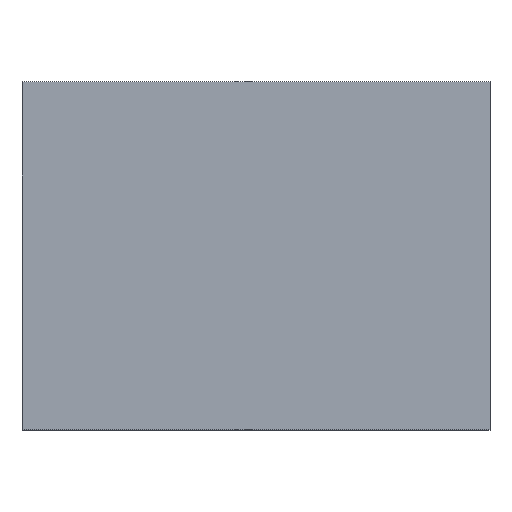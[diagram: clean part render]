
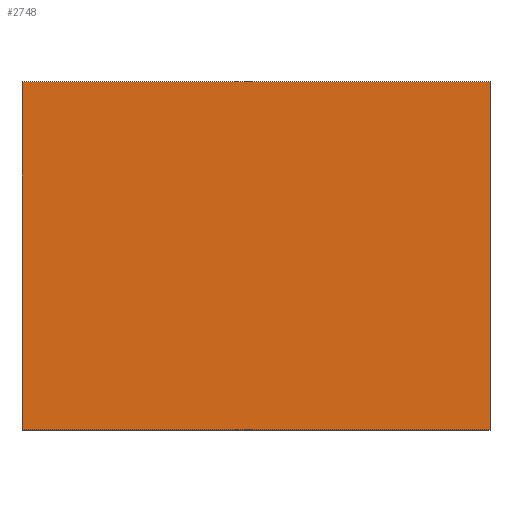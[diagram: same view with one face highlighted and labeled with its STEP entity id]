
A CAD part, top view. The second image highlights one B-rep face of the part: STEP entity #2748.
In plain terms, the highlighted planar face has unit normal (0, 0, 1).
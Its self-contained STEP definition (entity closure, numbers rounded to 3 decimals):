
#199 = PLANE('',#200);
#200 = AXIS2_PLACEMENT_3D('',#201,#202,#203);
#201 = CARTESIAN_POINT('',(0.,0.,0.));
#202 = DIRECTION('',(0.,1.,0.));
#203 = DIRECTION('',(1.,0.,0.));
#227 = PLANE('',#228);
#228 = AXIS2_PLACEMENT_3D('',#229,#230,#231);
#229 = CARTESIAN_POINT('',(0.,-15.9,0.));
#230 = DIRECTION('',(-1.,0.,0.));
#231 = DIRECTION('',(0.,1.,0.));
#255 = PLANE('',#256);
#256 = AXIS2_PLACEMENT_3D('',#257,#258,#259);
#257 = CARTESIAN_POINT('',(21.4,-15.9,0.));
#258 = DIRECTION('',(0.,-1.,0.));
#259 = DIRECTION('',(-1.,0.,0.));
#390 = PLANE('',#391);
#391 = AXIS2_PLACEMENT_3D('',#392,#393,#394);
#392 = CARTESIAN_POINT('',(21.4,0.,0.));
#393 = DIRECTION('',(1.,0.,0.));
#394 = DIRECTION('',(0.,-1.,0.));
#973 = VERTEX_POINT('',#974);
#974 = CARTESIAN_POINT('',(0.,0.,13.6));
#995 = EDGE_CURVE('',#973,#996,#998,.T.);
#996 = VERTEX_POINT('',#997);
#997 = CARTESIAN_POINT('',(21.4,0.,13.6));
#998 = SURFACE_CURVE('',#999,(#1003,#1010),.PCURVE_S1.);
#999 = LINE('',#1000,#1001);
#1000 = CARTESIAN_POINT('',(0.,0.,13.6));
#1001 = VECTOR('',#1002,1.);
#1002 = DIRECTION('',(1.,0.,0.));
#1003 = PCURVE('',#199,#1004);
#1004 = DEFINITIONAL_REPRESENTATION('',(#1005),#1009);
#1005 = LINE('',#1006,#1007);
#1006 = CARTESIAN_POINT('',(0.,-13.6));
#1007 = VECTOR('',#1008,1.);
#1008 = DIRECTION('',(1.,0.));
#1009 = ( GEOMETRIC_REPRESENTATION_CONTEXT(2) 
PARAMETRIC_REPRESENTATION_CONTEXT() REPRESENTATION_CONTEXT('2D SPACE',''
  ) );
#1010 = PCURVE('',#1011,#1016);
#1011 = PLANE('',#1012);
#1012 = AXIS2_PLACEMENT_3D('',#1013,#1014,#1015);
#1013 = CARTESIAN_POINT('',(0.,0.,13.6));
#1014 = DIRECTION('',(0.,0.,1.));
#1015 = DIRECTION('',(1.,0.,0.));
#1016 = DEFINITIONAL_REPRESENTATION('',(#1017),#1021);
#1017 = LINE('',#1018,#1019);
#1018 = CARTESIAN_POINT('',(0.,0.));
#1019 = VECTOR('',#1020,1.);
#1020 = DIRECTION('',(1.,0.));
#1021 = ( GEOMETRIC_REPRESENTATION_CONTEXT(2) 
PARAMETRIC_REPRESENTATION_CONTEXT() REPRESENTATION_CONTEXT('2D SPACE',''
  ) );
#1076 = VERTEX_POINT('',#1077);
#1077 = CARTESIAN_POINT('',(0.,-15.9,13.6));
#1098 = EDGE_CURVE('',#1076,#973,#1099,.T.);
#1099 = SURFACE_CURVE('',#1100,(#1104,#1111),.PCURVE_S1.);
#1100 = LINE('',#1101,#1102);
#1101 = CARTESIAN_POINT('',(0.,-15.9,13.6));
#1102 = VECTOR('',#1103,1.);
#1103 = DIRECTION('',(0.,1.,0.));
#1104 = PCURVE('',#227,#1105);
#1105 = DEFINITIONAL_REPRESENTATION('',(#1106),#1110);
#1106 = LINE('',#1107,#1108);
#1107 = CARTESIAN_POINT('',(0.,-13.6));
#1108 = VECTOR('',#1109,1.);
#1109 = DIRECTION('',(1.,0.));
#1110 = ( GEOMETRIC_REPRESENTATION_CONTEXT(2) 
PARAMETRIC_REPRESENTATION_CONTEXT() REPRESENTATION_CONTEXT('2D SPACE',''
  ) );
#1111 = PCURVE('',#1011,#1112);
#1112 = DEFINITIONAL_REPRESENTATION('',(#1113),#1117);
#1113 = LINE('',#1114,#1115);
#1114 = CARTESIAN_POINT('',(0.,-15.9));
#1115 = VECTOR('',#1116,1.);
#1116 = DIRECTION('',(0.,1.));
#1117 = ( GEOMETRIC_REPRESENTATION_CONTEXT(2) 
PARAMETRIC_REPRESENTATION_CONTEXT() REPRESENTATION_CONTEXT('2D SPACE',''
  ) );
#1201 = VERTEX_POINT('',#1202);
#1202 = CARTESIAN_POINT('',(21.4,-15.9,13.6));
#1223 = EDGE_CURVE('',#1201,#1076,#1224,.T.);
#1224 = SURFACE_CURVE('',#1225,(#1229,#1236),.PCURVE_S1.);
#1225 = LINE('',#1226,#1227);
#1226 = CARTESIAN_POINT('',(21.4,-15.9,13.6));
#1227 = VECTOR('',#1228,1.);
#1228 = DIRECTION('',(-1.,0.,0.));
#1229 = PCURVE('',#255,#1230);
#1230 = DEFINITIONAL_REPRESENTATION('',(#1231),#1235);
#1231 = LINE('',#1232,#1233);
#1232 = CARTESIAN_POINT('',(0.,-13.6));
#1233 = VECTOR('',#1234,1.);
#1234 = DIRECTION('',(1.,0.));
#1235 = ( GEOMETRIC_REPRESENTATION_CONTEXT(2) 
PARAMETRIC_REPRESENTATION_CONTEXT() REPRESENTATION_CONTEXT('2D SPACE',''
  ) );
#1236 = PCURVE('',#1011,#1237);
#1237 = DEFINITIONAL_REPRESENTATION('',(#1238),#1242);
#1238 = LINE('',#1239,#1240);
#1239 = CARTESIAN_POINT('',(21.4,-15.9));
#1240 = VECTOR('',#1241,1.);
#1241 = DIRECTION('',(-1.,0.));
#1242 = ( GEOMETRIC_REPRESENTATION_CONTEXT(2) 
PARAMETRIC_REPRESENTATION_CONTEXT() REPRESENTATION_CONTEXT('2D SPACE',''
  ) );
#1673 = EDGE_CURVE('',#996,#1201,#1674,.T.);
#1674 = SURFACE_CURVE('',#1675,(#1679,#1686),.PCURVE_S1.);
#1675 = LINE('',#1676,#1677);
#1676 = CARTESIAN_POINT('',(21.4,0.,13.6));
#1677 = VECTOR('',#1678,1.);
#1678 = DIRECTION('',(0.,-1.,0.));
#1679 = PCURVE('',#390,#1680);
#1680 = DEFINITIONAL_REPRESENTATION('',(#1681),#1685);
#1681 = LINE('',#1682,#1683);
#1682 = CARTESIAN_POINT('',(0.,-13.6));
#1683 = VECTOR('',#1684,1.);
#1684 = DIRECTION('',(1.,0.));
#1685 = ( GEOMETRIC_REPRESENTATION_CONTEXT(2) 
PARAMETRIC_REPRESENTATION_CONTEXT() REPRESENTATION_CONTEXT('2D SPACE',''
  ) );
#1686 = PCURVE('',#1011,#1687);
#1687 = DEFINITIONAL_REPRESENTATION('',(#1688),#1692);
#1688 = LINE('',#1689,#1690);
#1689 = CARTESIAN_POINT('',(21.4,0.));
#1690 = VECTOR('',#1691,1.);
#1691 = DIRECTION('',(0.,-1.));
#1692 = ( GEOMETRIC_REPRESENTATION_CONTEXT(2) 
PARAMETRIC_REPRESENTATION_CONTEXT() REPRESENTATION_CONTEXT('2D SPACE',''
  ) );
#2748 = ADVANCED_FACE('',(#2749),#1011,.T.);
#2749 = FACE_BOUND('',#2750,.F.);
#2750 = EDGE_LOOP('',(#2751,#2752,#2753,#2754));
#2751 = ORIENTED_EDGE('',*,*,#995,.T.);
#2752 = ORIENTED_EDGE('',*,*,#1673,.T.);
#2753 = ORIENTED_EDGE('',*,*,#1223,.T.);
#2754 = ORIENTED_EDGE('',*,*,#1098,.T.);
